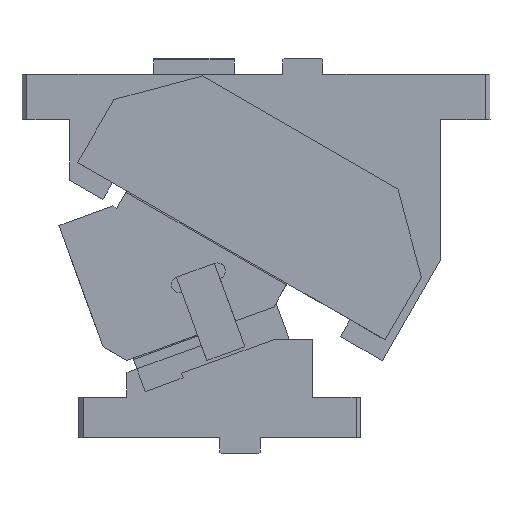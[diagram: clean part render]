
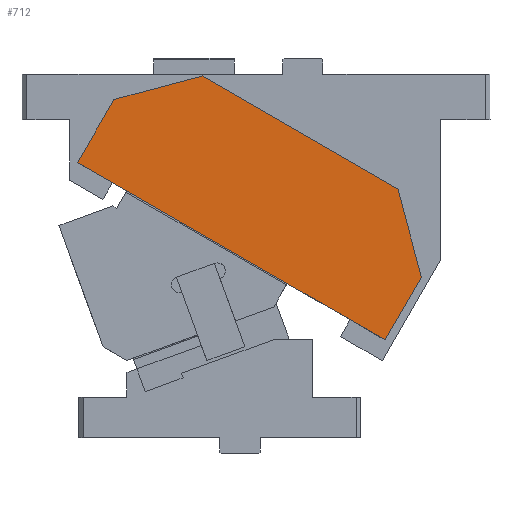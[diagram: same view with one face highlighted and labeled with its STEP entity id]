
A CAD part, left-side view. The second image highlights one B-rep face of the part: STEP entity #712.
In plain terms, the highlighted planar face has unit normal (-1, 0, 0).
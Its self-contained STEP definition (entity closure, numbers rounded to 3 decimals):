
#539=CARTESIAN_POINT('Vertex',(224.041,322.653,-125.562)) ;
#544=CARTESIAN_POINT('Line Origine',(224.041,333.903,-145.048)) ;
#548=CARTESIAN_POINT('Vertex',(224.041,345.153,-164.533)) ;
#579=CARTESIAN_POINT('Vertex',(224.041,535.678,-54.533)) ;
#584=CARTESIAN_POINT('Line Origine',(224.041,524.428,-35.048)) ;
#588=CARTESIAN_POINT('Vertex',(224.041,513.178,-15.562)) ;
#615=CARTESIAN_POINT('Line Origine',(224.041,485.858,-8.242)) ;
#619=CARTESIAN_POINT('Vertex',(224.041,458.537,-0.921)) ;
#653=CARTESIAN_POINT('Line Origine',(224.041,397.915,-35.921)) ;
#657=CARTESIAN_POINT('Vertex',(224.041,337.294,-70.921)) ;
#682=CARTESIAN_POINT('Line Origine',(224.041,329.973,-98.242)) ;
#694=CARTESIAN_POINT('Axis2P3D Location',(224.041,421.4,-76.598)) ;
#699=CARTESIAN_POINT('Line Origine',(224.041,440.415,-109.533)) ;
#545=DIRECTION('Vector Direction',(0.,-0.5,0.866)) ;
#585=DIRECTION('Vector Direction',(0.,0.5,-0.866)) ;
#616=DIRECTION('Vector Direction',(0.,0.966,-0.259)) ;
#654=DIRECTION('Vector Direction',(0.,-0.866,-0.5)) ;
#683=DIRECTION('Vector Direction',(0.,0.259,0.966)) ;
#695=DIRECTION('Axis2P3D Direction',(1.,0.,-0.)) ;
#696=DIRECTION('Axis2P3D XDirection',(0.,0.866,0.5)) ;
#700=DIRECTION('Vector Direction',(0.,-0.866,-0.5)) ;
#697=AXIS2_PLACEMENT_3D('Plane Axis2P3D',#694,#695,#696) ;
#705=ORIENTED_EDGE('',*,*,#659,.F.) ;
#706=ORIENTED_EDGE('',*,*,#621,.T.) ;
#707=ORIENTED_EDGE('',*,*,#590,.T.) ;
#708=ORIENTED_EDGE('',*,*,#703,.T.) ;
#709=ORIENTED_EDGE('',*,*,#550,.T.) ;
#710=ORIENTED_EDGE('',*,*,#686,.T.) ;
#546=VECTOR('Line Direction',#545,1.) ;
#586=VECTOR('Line Direction',#585,1.) ;
#617=VECTOR('Line Direction',#616,1.) ;
#655=VECTOR('Line Direction',#654,1.) ;
#684=VECTOR('Line Direction',#683,1.) ;
#701=VECTOR('Line Direction',#700,1.) ;
#712=ADVANCED_FACE('CAM HOLDER',(#711),#698,.F.) ;
#550=EDGE_CURVE('',#549,#540,#547,.T.) ;
#590=EDGE_CURVE('',#589,#580,#587,.T.) ;
#621=EDGE_CURVE('',#620,#589,#618,.T.) ;
#659=EDGE_CURVE('',#620,#658,#656,.T.) ;
#686=EDGE_CURVE('',#540,#658,#685,.T.) ;
#703=EDGE_CURVE('',#580,#549,#702,.T.) ;
#704=EDGE_LOOP('',(#705,#706,#707,#708,#709,#710)) ;
#711=FACE_OUTER_BOUND('',#704,.T.) ;
#547=LINE('Line',#544,#546) ;
#587=LINE('Line',#584,#586) ;
#618=LINE('Line',#615,#617) ;
#656=LINE('Line',#653,#655) ;
#685=LINE('Line',#682,#684) ;
#702=LINE('Line',#699,#701) ;
#698=PLANE('Plane',#697) ;
#540=VERTEX_POINT('',#539) ;
#549=VERTEX_POINT('',#548) ;
#580=VERTEX_POINT('',#579) ;
#589=VERTEX_POINT('',#588) ;
#620=VERTEX_POINT('',#619) ;
#658=VERTEX_POINT('',#657) ;
